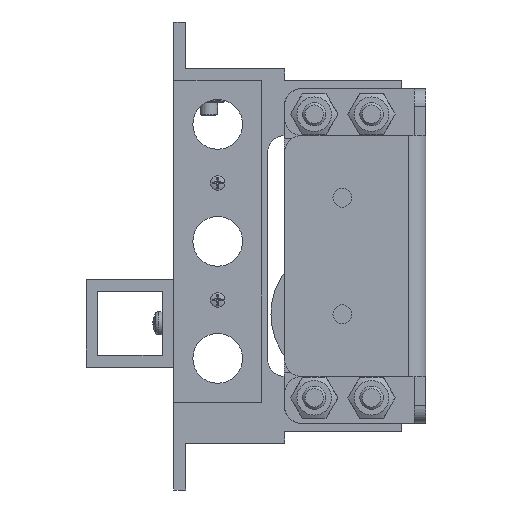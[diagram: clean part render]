
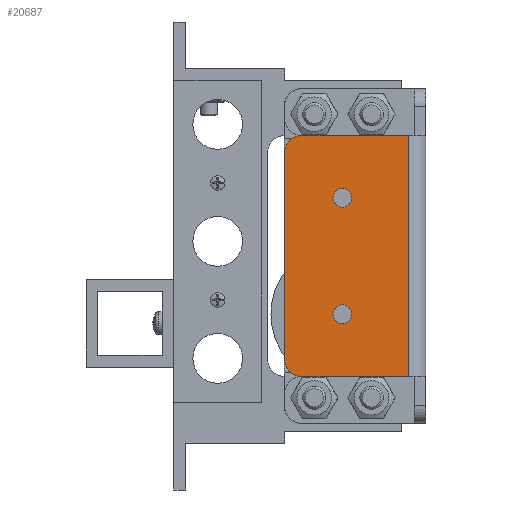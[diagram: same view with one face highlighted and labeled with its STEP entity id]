
A CAD part, left-side view. The second image highlights one B-rep face of the part: STEP entity #20687.
In plain terms, the highlighted planar face has unit normal (-1, 0, 0).
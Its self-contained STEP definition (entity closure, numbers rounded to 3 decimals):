
#1147=LINE('',#31761,#2328);
#1154=LINE('',#31776,#2335);
#1206=LINE('',#31973,#2387);
#1254=LINE('',#32119,#2435);
#2328=VECTOR('',#25270,10.);
#2335=VECTOR('',#25281,10.);
#2387=VECTOR('',#25475,10.);
#2435=VECTOR('',#25633,10.);
#3353=PLANE('',#22209);
#4209=FACE_BOUND('',#6399,.T.);
#4210=FACE_BOUND('',#6400,.T.);
#5012=FACE_OUTER_BOUND('',#6398,.T.);
#6398=EDGE_LOOP('',(#15070,#15071,#15072,#15073,#15074,#15075));
#6399=EDGE_LOOP('',(#15076));
#6400=EDGE_LOOP('',(#15077));
#7890=CIRCLE('',#22152,3.);
#7894=CIRCLE('',#22159,3.);
#7895=CIRCLE('',#22161,1.6);
#7896=CIRCLE('',#22163,1.6);
#9119=VERTEX_POINT('',#31758);
#9120=VERTEX_POINT('',#31760);
#9126=VERTEX_POINT('',#31774);
#9198=VERTEX_POINT('',#31965);
#9200=VERTEX_POINT('',#31971);
#9205=VERTEX_POINT('',#31985);
#9206=VERTEX_POINT('',#31989);
#9207=VERTEX_POINT('',#31992);
#11324=EDGE_CURVE('',#9119,#9120,#1147,.T.);
#11332=EDGE_CURVE('',#9119,#9126,#1154,.T.);
#11423=EDGE_CURVE('',#9198,#9126,#7890,.T.);
#11426=EDGE_CURVE('',#9198,#9200,#1206,.T.);
#11433=EDGE_CURVE('',#9205,#9200,#7894,.T.);
#11434=EDGE_CURVE('',#9206,#9206,#7895,.T.);
#11435=EDGE_CURVE('',#9207,#9207,#7896,.T.);
#11499=EDGE_CURVE('',#9205,#9120,#1254,.T.);
#15070=ORIENTED_EDGE('',*,*,#11324,.F.);
#15071=ORIENTED_EDGE('',*,*,#11332,.T.);
#15072=ORIENTED_EDGE('',*,*,#11423,.F.);
#15073=ORIENTED_EDGE('',*,*,#11426,.T.);
#15074=ORIENTED_EDGE('',*,*,#11433,.F.);
#15075=ORIENTED_EDGE('',*,*,#11499,.T.);
#15076=ORIENTED_EDGE('',*,*,#11434,.T.);
#15077=ORIENTED_EDGE('',*,*,#11435,.T.);
#20687=ADVANCED_FACE('',(#5012,#4209,#4210),#3353,.T.);
#22152=AXIS2_PLACEMENT_3D('',#31967,#25469,#25470);
#22159=AXIS2_PLACEMENT_3D('',#31987,#25489,#25490);
#22161=AXIS2_PLACEMENT_3D('',#31990,#25493,#25494);
#22163=AXIS2_PLACEMENT_3D('',#31993,#25497,#25498);
#22209=AXIS2_PLACEMENT_3D('',#32120,#25634,#25635);
#25270=DIRECTION('',(0.,0.,-1.));
#25281=DIRECTION('',(0.,1.,0.));
#25469=DIRECTION('center_axis',(1.,0.,0.));
#25470=DIRECTION('ref_axis',(0.,0.707,0.707));
#25475=DIRECTION('',(0.,0.,-1.));
#25489=DIRECTION('center_axis',(1.,0.,0.));
#25490=DIRECTION('ref_axis',(0.,0.707,-0.707));
#25493=DIRECTION('center_axis',(1.,0.,0.));
#25494=DIRECTION('ref_axis',(0.,0.,
-1.));
#25497=DIRECTION('center_axis',(1.,0.,0.));
#25498=DIRECTION('ref_axis',(0.,0.,
-1.));
#25633=DIRECTION('',(0.,-1.,0.));
#25634=DIRECTION('center_axis',(-1.,0.,0.));
#25635=DIRECTION('ref_axis',(0.,-1.,0.));
#31758=CARTESIAN_POINT('',(-34.7,-1.1,50.6));
#31760=CARTESIAN_POINT('',(-34.7,-1.1,9.4));
#31761=CARTESIAN_POINT('',(-34.7,-1.1,40.3));
#31774=CARTESIAN_POINT('',(-34.7,17.1,50.6));
#31776=CARTESIAN_POINT('',(-34.7,-4.1,50.6));
#31965=CARTESIAN_POINT('',(-34.7,20.1,47.6));
#31967=CARTESIAN_POINT('Origin',(-34.7,17.1,47.6));
#31971=CARTESIAN_POINT('',(-34.7,20.1,12.4));
#31973=CARTESIAN_POINT('',(-34.7,20.1,50.6));
#31985=CARTESIAN_POINT('',(-34.7,17.1,9.4));
#31987=CARTESIAN_POINT('Origin',(-34.7,17.1,12.4));
#31989=CARTESIAN_POINT('',(-34.7,10.2,21.65));
#31990=CARTESIAN_POINT('Origin',(-34.7,10.2,20.05));
#31992=CARTESIAN_POINT('',(-34.7,10.2,41.55));
#31993=CARTESIAN_POINT('Origin',(-34.7,10.2,39.95));
#32119=CARTESIAN_POINT('',(-34.7,20.1,9.4));
#32120=CARTESIAN_POINT('Origin',(-34.7,8.,30.));
